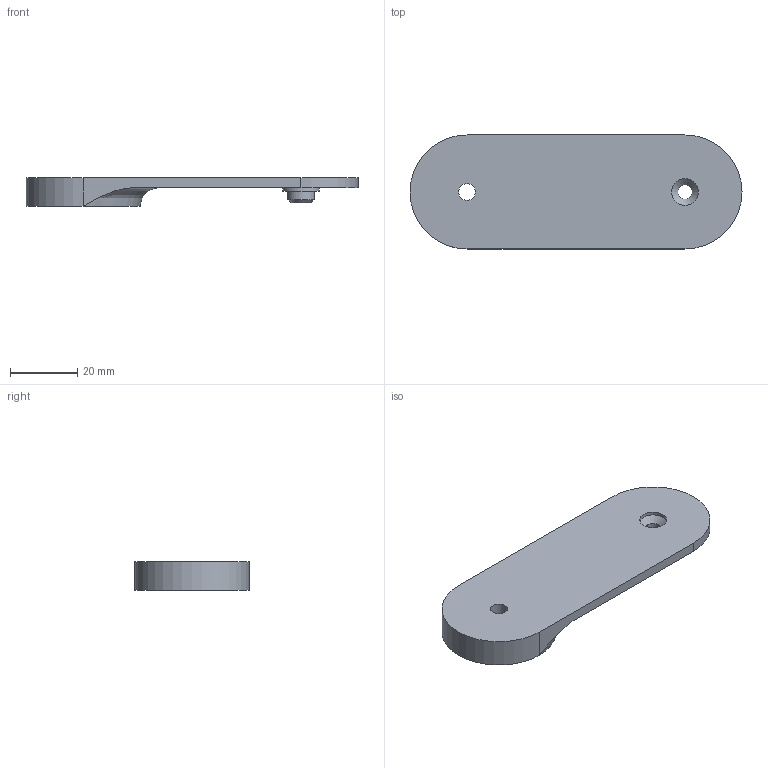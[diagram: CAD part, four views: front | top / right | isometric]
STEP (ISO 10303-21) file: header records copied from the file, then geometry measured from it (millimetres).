
FILE_DESCRIPTION(/* description */ (''),/* implementation_level */ '2;1');
FILE_NAME(/* name */ 'Arm - actuator hinge L (roller bearing) v1.step',/* time_stamp */ '2022-05-20T10:58:32-04:00',/* author */ (''),/* organization */ (''),/* preprocessor_version */ 'ST-DEVELOPER v18.1',/* originating_system */ 'Autodesk Translation Framework v10.14.0.1471',/* authorisation */ '');
FILE_SCHEMA (('AUTOMOTIVE_DESIGN { 1 0 10303 214 3 1 1 }'));
Length unit declared in the file: millimetre
Products named in the file (1): Arm - actuator hinge L (roller bearing)
Bounding box: 99 x 34 x 8.5 mm (x, y, z)
Volume: 13991.7 mm3; surface area: 7849.5 mm2
Topology: 1 solids, 1 shells, 19 faces, 37 edges, 23 vertices
Faces by surface type: cylinder 8, plane 8, cone 2, torus 1
Full cylindrical faces by diameter (mm): 4.3 x1, 5 x1, 8 x2, 11 x1, 13 x1
Entity records: 537 total; most frequent: DIRECTION 94, CARTESIAN_POINT 90, ORIENTED_EDGE 74, AXIS2_PLACEMENT_3D 39, EDGE_CURVE 37, EDGE_LOOP 26, VERTEX_POINT 23, FACE_OUTER_BOUND 19
